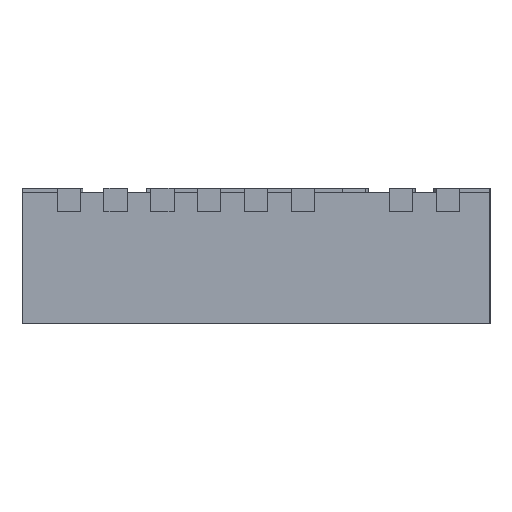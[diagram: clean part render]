
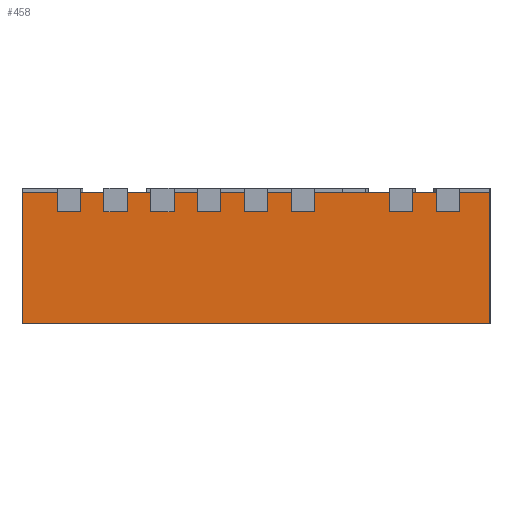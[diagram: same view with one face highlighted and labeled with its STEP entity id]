
A CAD part, left-side view. The second image highlights one B-rep face of the part: STEP entity #458.
In plain terms, the highlighted planar face has unit normal (-1, 0, 0).
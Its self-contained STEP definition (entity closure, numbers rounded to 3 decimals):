
#458=ADVANCED_FACE('',(#1072),#766,.T.);
#766=PLANE('',#6323);
#1072=FACE_OUTER_BOUND('',#1400,.T.);
#1400=EDGE_LOOP('',(#2053,#2054,#2055,#2056,#2057,#2058,#2059,#2060,#2061,
#2062,#2063,#2064,#2065,#2066,#2067,#2068,#2069,#2070,#2071,#2072,#2073,
#2074,#2075,#2076,#2077,#2078,#2079,#2080,#2081,#2082,#2083,#2084,#2085,
#2086,#2087,#2088));
#2053=ORIENTED_EDGE('',*,*,#4196,.F.);
#2054=ORIENTED_EDGE('',*,*,#4194,.F.);
#2055=ORIENTED_EDGE('',*,*,#4197,.F.);
#2056=ORIENTED_EDGE('',*,*,#4189,.T.);
#2057=ORIENTED_EDGE('',*,*,#4198,.F.);
#2058=ORIENTED_EDGE('',*,*,#4184,.F.);
#2059=ORIENTED_EDGE('',*,*,#4199,.F.);
#2060=ORIENTED_EDGE('',*,*,#4179,.T.);
#2061=ORIENTED_EDGE('',*,*,#4200,.F.);
#2062=ORIENTED_EDGE('',*,*,#4174,.F.);
#2063=ORIENTED_EDGE('',*,*,#4201,.F.);
#2064=ORIENTED_EDGE('',*,*,#4169,.T.);
#2065=ORIENTED_EDGE('',*,*,#4202,.F.);
#2066=ORIENTED_EDGE('',*,*,#4164,.F.);
#2067=ORIENTED_EDGE('',*,*,#4203,.F.);
#2068=ORIENTED_EDGE('',*,*,#4159,.T.);
#2069=ORIENTED_EDGE('',*,*,#4204,.F.);
#2070=ORIENTED_EDGE('',*,*,#4154,.F.);
#2071=ORIENTED_EDGE('',*,*,#4205,.F.);
#2072=ORIENTED_EDGE('',*,*,#4149,.T.);
#2073=ORIENTED_EDGE('',*,*,#4206,.F.);
#2074=ORIENTED_EDGE('',*,*,#4144,.F.);
#2075=ORIENTED_EDGE('',*,*,#4207,.F.);
#2076=ORIENTED_EDGE('',*,*,#4208,.T.);
#2077=ORIENTED_EDGE('',*,*,#4209,.F.);
#2078=ORIENTED_EDGE('',*,*,#4135,.F.);
#2079=ORIENTED_EDGE('',*,*,#4210,.T.);
#2080=ORIENTED_EDGE('',*,*,#3965,.T.);
#2081=ORIENTED_EDGE('',*,*,#4211,.F.);
#2082=ORIENTED_EDGE('',*,*,#4212,.F.);
#2083=ORIENTED_EDGE('',*,*,#4213,.F.);
#2084=ORIENTED_EDGE('',*,*,#3897,.T.);
#2085=ORIENTED_EDGE('',*,*,#4214,.F.);
#2086=ORIENTED_EDGE('',*,*,#4215,.F.);
#2087=ORIENTED_EDGE('',*,*,#4216,.F.);
#2088=ORIENTED_EDGE('',*,*,#4217,.T.);
#3336=VERTEX_POINT('',#8237);
#3338=VERTEX_POINT('',#8241);
#3388=VERTEX_POINT('',#8373);
#3389=VERTEX_POINT('',#8375);
#3510=VERTEX_POINT('',#8702);
#3511=VERTEX_POINT('',#8704);
#3517=VERTEX_POINT('',#8720);
#3518=VERTEX_POINT('',#8722);
#3520=VERTEX_POINT('',#8727);
#3522=VERTEX_POINT('',#8731);
#3525=VERTEX_POINT('',#8741);
#3526=VERTEX_POINT('',#8743);
#3528=VERTEX_POINT('',#8748);
#3530=VERTEX_POINT('',#8752);
#3533=VERTEX_POINT('',#8762);
#3534=VERTEX_POINT('',#8764);
#3536=VERTEX_POINT('',#8769);
#3538=VERTEX_POINT('',#8773);
#3541=VERTEX_POINT('',#8783);
#3542=VERTEX_POINT('',#8785);
#3544=VERTEX_POINT('',#8790);
#3546=VERTEX_POINT('',#8794);
#3549=VERTEX_POINT('',#8804);
#3550=VERTEX_POINT('',#8806);
#3552=VERTEX_POINT('',#8811);
#3554=VERTEX_POINT('',#8815);
#3557=VERTEX_POINT('',#8825);
#3558=VERTEX_POINT('',#8827);
#3559=VERTEX_POINT('',#8831);
#3560=VERTEX_POINT('',#8843);
#3561=VERTEX_POINT('',#8845);
#3562=VERTEX_POINT('',#8849);
#3563=VERTEX_POINT('',#8851);
#3564=VERTEX_POINT('',#8854);
#3565=VERTEX_POINT('',#8856);
#3566=VERTEX_POINT('',#8858);
#3897=EDGE_CURVE('',#3336,#3338,#4731,.T.);
#3965=EDGE_CURVE('',#3389,#3388,#4791,.T.);
#4135=EDGE_CURVE('',#3510,#3511,#4937,.T.);
#4144=EDGE_CURVE('',#3517,#3518,#4946,.T.);
#4149=EDGE_CURVE('',#3520,#3522,#4951,.T.);
#4154=EDGE_CURVE('',#3525,#3526,#4954,.T.);
#4159=EDGE_CURVE('',#3528,#3530,#4959,.T.);
#4164=EDGE_CURVE('',#3533,#3534,#4962,.T.);
#4169=EDGE_CURVE('',#3536,#3538,#4967,.T.);
#4174=EDGE_CURVE('',#3541,#3542,#4970,.T.);
#4179=EDGE_CURVE('',#3544,#3546,#4975,.T.);
#4184=EDGE_CURVE('',#3549,#3550,#4978,.T.);
#4189=EDGE_CURVE('',#3552,#3554,#4983,.T.);
#4194=EDGE_CURVE('',#3557,#3558,#4986,.T.);
#4196=EDGE_CURVE('',#3558,#3559,#4988,.T.);
#4197=EDGE_CURVE('',#3552,#3557,#4989,.T.);
#4198=EDGE_CURVE('',#3550,#3554,#4990,.T.);
#4199=EDGE_CURVE('',#3544,#3549,#4991,.T.);
#4200=EDGE_CURVE('',#3542,#3546,#4992,.T.);
#4201=EDGE_CURVE('',#3536,#3541,#4993,.T.);
#4202=EDGE_CURVE('',#3534,#3538,#4994,.T.);
#4203=EDGE_CURVE('',#3528,#3533,#4995,.T.);
#4204=EDGE_CURVE('',#3526,#3530,#4996,.T.);
#4205=EDGE_CURVE('',#3520,#3525,#4997,.T.);
#4206=EDGE_CURVE('',#3518,#3522,#4998,.T.);
#4207=EDGE_CURVE('',#3560,#3517,#4999,.T.);
#4208=EDGE_CURVE('',#3560,#3561,#5000,.T.);
#4209=EDGE_CURVE('',#3511,#3561,#5001,.T.);
#4210=EDGE_CURVE('',#3510,#3389,#5002,.T.);
#4211=EDGE_CURVE('',#3562,#3388,#5003,.T.);
#4212=EDGE_CURVE('',#3563,#3562,#5004,.T.);
#4213=EDGE_CURVE('',#3336,#3563,#5005,.T.);
#4214=EDGE_CURVE('',#3564,#3338,#5006,.T.);
#4215=EDGE_CURVE('',#3565,#3564,#5007,.T.);
#4216=EDGE_CURVE('',#3566,#3565,#5008,.T.);
#4217=EDGE_CURVE('',#3566,#3559,#5009,.T.);
#4731=LINE('',#8242,#5477);
#4791=LINE('',#8374,#5537);
#4937=LINE('',#8703,#5683);
#4946=LINE('',#8721,#5692);
#4951=LINE('',#8732,#5697);
#4954=LINE('',#8742,#5700);
#4959=LINE('',#8753,#5705);
#4962=LINE('',#8763,#5708);
#4967=LINE('',#8774,#5713);
#4970=LINE('',#8784,#5716);
#4975=LINE('',#8795,#5721);
#4978=LINE('',#8805,#5724);
#4983=LINE('',#8816,#5729);
#4986=LINE('',#8826,#5732);
#4988=LINE('',#8830,#5734);
#4989=LINE('',#8832,#5735);
#4990=LINE('',#8833,#5736);
#4991=LINE('',#8834,#5737);
#4992=LINE('',#8835,#5738);
#4993=LINE('',#8836,#5739);
#4994=LINE('',#8837,#5740);
#4995=LINE('',#8838,#5741);
#4996=LINE('',#8839,#5742);
#4997=LINE('',#8840,#5743);
#4998=LINE('',#8841,#5744);
#4999=LINE('',#8842,#5745);
#5000=LINE('',#8844,#5746);
#5001=LINE('',#8846,#5747);
#5002=LINE('',#8847,#5748);
#5003=LINE('',#8848,#5749);
#5004=LINE('',#8850,#5750);
#5005=LINE('',#8852,#5751);
#5006=LINE('',#8853,#5752);
#5007=LINE('',#8855,#5753);
#5008=LINE('',#8857,#5754);
#5009=LINE('',#8859,#5755);
#5477=VECTOR('',#6651,1.);
#5537=VECTOR('',#6755,1.);
#5683=VECTOR('',#7023,1.);
#5692=VECTOR('',#7036,1.);
#5697=VECTOR('',#7043,1.);
#5700=VECTOR('',#7054,1.);
#5705=VECTOR('',#7061,1.);
#5708=VECTOR('',#7072,1.);
#5713=VECTOR('',#7079,1.);
#5716=VECTOR('',#7090,1.);
#5721=VECTOR('',#7097,1.);
#5724=VECTOR('',#7108,1.);
#5729=VECTOR('',#7115,1.);
#5732=VECTOR('',#7126,1.);
#5734=VECTOR('',#7130,1.);
#5735=VECTOR('',#7131,1.);
#5736=VECTOR('',#7132,1.);
#5737=VECTOR('',#7133,1.);
#5738=VECTOR('',#7134,1.);
#5739=VECTOR('',#7135,1.);
#5740=VECTOR('',#7136,1.);
#5741=VECTOR('',#7137,1.);
#5742=VECTOR('',#7138,1.);
#5743=VECTOR('',#7139,1.);
#5744=VECTOR('',#7140,1.);
#5745=VECTOR('',#7141,1.);
#5746=VECTOR('',#7142,1.);
#5747=VECTOR('',#7143,1.);
#5748=VECTOR('',#7144,1.);
#5749=VECTOR('',#7145,1.);
#5750=VECTOR('',#7146,1.);
#5751=VECTOR('',#7147,1.);
#5752=VECTOR('',#7148,1.);
#5753=VECTOR('',#7149,1.);
#5754=VECTOR('',#7150,1.);
#5755=VECTOR('',#7151,1.);
#6323=AXIS2_PLACEMENT_3D('',#8860,#7152,#7153);
#6651=DIRECTION('',(0.,0.,1.));
#6755=DIRECTION('',(0.,0.,1.));
#7023=DIRECTION('',(0.,0.,1.));
#7036=DIRECTION('',(0.,0.,1.));
#7043=DIRECTION('',(0.,0.,1.));
#7054=DIRECTION('',(0.,0.,1.));
#7061=DIRECTION('',(0.,0.,1.));
#7072=DIRECTION('',(0.,0.,1.));
#7079=DIRECTION('',(0.,0.,1.));
#7090=DIRECTION('',(0.,0.,1.));
#7097=DIRECTION('',(0.,0.,1.));
#7108=DIRECTION('',(0.,0.,1.));
#7115=DIRECTION('',(0.,0.,1.));
#7126=DIRECTION('',(0.,0.,1.));
#7130=DIRECTION('',(0.,-1.,0.));
#7131=DIRECTION('',(0.,-1.,0.));
#7132=DIRECTION('',(0.,-1.,0.));
#7133=DIRECTION('',(0.,-1.,0.));
#7134=DIRECTION('',(0.,-1.,0.));
#7135=DIRECTION('',(0.,-1.,0.));
#7136=DIRECTION('',(0.,-1.,0.));
#7137=DIRECTION('',(0.,-1.,0.));
#7138=DIRECTION('',(0.,-1.,0.));
#7139=DIRECTION('',(0.,-1.,0.));
#7140=DIRECTION('',(0.,-1.,0.));
#7141=DIRECTION('',(0.,-1.,0.));
#7142=DIRECTION('',(0.,0.,1.));
#7143=DIRECTION('',(0.,-1.,0.));
#7144=DIRECTION('',(0.,-1.,0.));
#7145=DIRECTION('',(0.,-1.,0.));
#7146=DIRECTION('',(0.,0.,1.));
#7147=DIRECTION('',(0.,-1.,0.));
#7148=DIRECTION('',(0.,-1.,0.));
#7149=DIRECTION('',(0.,0.,1.));
#7150=DIRECTION('',(0.,-1.,0.));
#7151=DIRECTION('',(0.,0.,1.));
#7152=DIRECTION('',(-1.,0.,0.));
#7153=DIRECTION('',(0.,-1.,0.));
#8237=CARTESIAN_POINT('',(-3.,-1.925,1.2));
#8241=CARTESIAN_POINT('',(-3.,-1.925,1.4));
#8242=CARTESIAN_POINT('',(-3.,-1.925,0.));
#8373=CARTESIAN_POINT('',(-3.,-2.5,1.4));
#8374=CARTESIAN_POINT('',(-3.,-2.5,0.));
#8375=CARTESIAN_POINT('',(-3.,-2.5,0.));
#8702=CARTESIAN_POINT('',(-3.,2.5,0.));
#8703=CARTESIAN_POINT('',(-3.,2.5,0.));
#8704=CARTESIAN_POINT('',(-3.,2.5,1.4));
#8720=CARTESIAN_POINT('',(-3.,1.875,1.2));
#8721=CARTESIAN_POINT('',(-3.,1.875,0.));
#8722=CARTESIAN_POINT('',(-3.,1.875,1.4));
#8727=CARTESIAN_POINT('',(-3.,1.625,1.2));
#8731=CARTESIAN_POINT('',(-3.,1.625,1.4));
#8732=CARTESIAN_POINT('',(-3.,1.625,0.));
#8741=CARTESIAN_POINT('',(-3.,1.375,1.2));
#8742=CARTESIAN_POINT('',(-3.,1.375,0.));
#8743=CARTESIAN_POINT('',(-3.,1.375,1.4));
#8748=CARTESIAN_POINT('',(-3.,1.125,1.2));
#8752=CARTESIAN_POINT('',(-3.,1.125,1.4));
#8753=CARTESIAN_POINT('',(-3.,1.125,0.));
#8762=CARTESIAN_POINT('',(-3.,0.875,1.2));
#8763=CARTESIAN_POINT('',(-3.,0.875,0.));
#8764=CARTESIAN_POINT('',(-3.,0.875,1.4));
#8769=CARTESIAN_POINT('',(-3.,0.625,1.2));
#8773=CARTESIAN_POINT('',(-3.,0.625,1.4));
#8774=CARTESIAN_POINT('',(-3.,0.625,0.));
#8783=CARTESIAN_POINT('',(-3.,0.375,1.2));
#8784=CARTESIAN_POINT('',(-3.,0.375,0.));
#8785=CARTESIAN_POINT('',(-3.,0.375,1.4));
#8790=CARTESIAN_POINT('',(-3.,0.125,1.2));
#8794=CARTESIAN_POINT('',(-3.,0.125,1.4));
#8795=CARTESIAN_POINT('',(-3.,0.125,0.));
#8804=CARTESIAN_POINT('',(-3.,-0.125,1.2));
#8805=CARTESIAN_POINT('',(-3.,-0.125,0.));
#8806=CARTESIAN_POINT('',(-3.,-0.125,1.4));
#8811=CARTESIAN_POINT('',(-3.,-0.375,1.2));
#8815=CARTESIAN_POINT('',(-3.,-0.375,1.4));
#8816=CARTESIAN_POINT('',(-3.,-0.375,0.));
#8825=CARTESIAN_POINT('',(-3.,-0.625,1.2));
#8826=CARTESIAN_POINT('',(-3.,-0.625,0.));
#8827=CARTESIAN_POINT('',(-3.,-0.625,1.4));
#8830=CARTESIAN_POINT('',(-3.,-0.625,1.4));
#8831=CARTESIAN_POINT('',(-3.,-1.425,1.4));
#8832=CARTESIAN_POINT('',(-3.,-0.375,1.2));
#8833=CARTESIAN_POINT('',(-3.,-0.125,1.4));
#8834=CARTESIAN_POINT('',(-3.,0.125,1.2));
#8835=CARTESIAN_POINT('',(-3.,0.375,1.4));
#8836=CARTESIAN_POINT('',(-3.,0.625,1.2));
#8837=CARTESIAN_POINT('',(-3.,0.875,1.4));
#8838=CARTESIAN_POINT('',(-3.,1.125,1.2));
#8839=CARTESIAN_POINT('',(-3.,1.375,1.4));
#8840=CARTESIAN_POINT('',(-3.,1.625,1.2));
#8841=CARTESIAN_POINT('',(-3.,1.875,1.4));
#8842=CARTESIAN_POINT('',(-3.,2.125,1.2));
#8843=CARTESIAN_POINT('',(-3.,2.125,1.2));
#8844=CARTESIAN_POINT('',(-3.,2.125,0.));
#8845=CARTESIAN_POINT('',(-3.,2.125,1.4));
#8846=CARTESIAN_POINT('',(-3.,2.5,1.4));
#8847=CARTESIAN_POINT('',(-3.,-1.675,0.));
#8848=CARTESIAN_POINT('',(-3.,-2.175,1.4));
#8849=CARTESIAN_POINT('',(-3.,-2.175,1.4));
#8850=CARTESIAN_POINT('',(-3.,-2.175,0.));
#8851=CARTESIAN_POINT('',(-3.,-2.175,1.2));
#8852=CARTESIAN_POINT('',(-3.,-1.925,1.2));
#8853=CARTESIAN_POINT('',(-3.,-1.675,1.4));
#8854=CARTESIAN_POINT('',(-3.,-1.675,1.4));
#8855=CARTESIAN_POINT('',(-3.,-1.675,0.));
#8856=CARTESIAN_POINT('',(-3.,-1.675,1.2));
#8857=CARTESIAN_POINT('',(-3.,-1.425,1.2));
#8858=CARTESIAN_POINT('',(-3.,-1.425,1.2));
#8859=CARTESIAN_POINT('',(-3.,-1.425,0.));
#8860=CARTESIAN_POINT('',(-3.,-0.625,0.));
